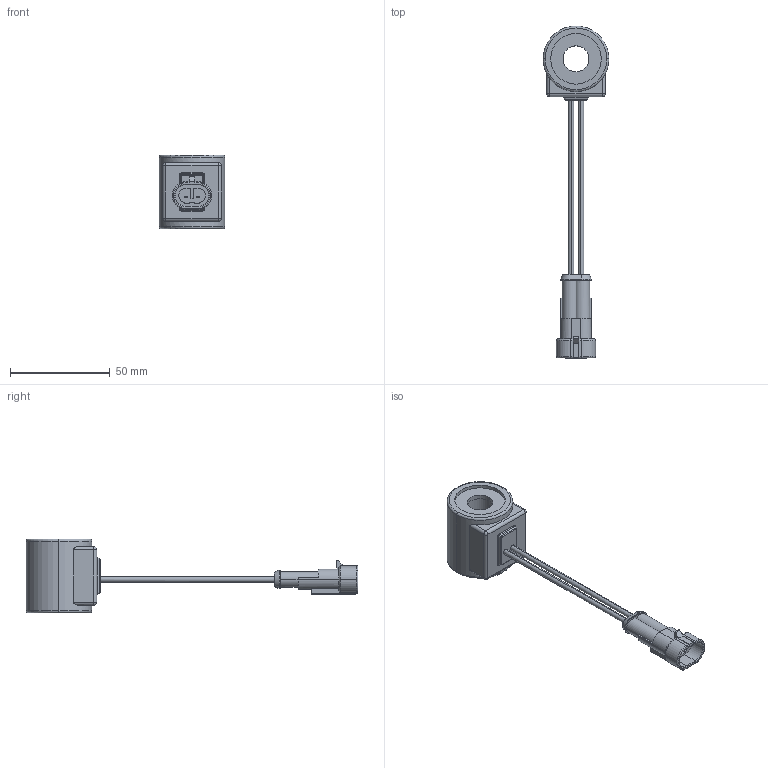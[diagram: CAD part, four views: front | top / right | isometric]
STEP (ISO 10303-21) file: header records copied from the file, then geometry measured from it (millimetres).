
FILE_DESCRIPTION (( 'STEP AP203' ), '1' );
FILE_NAME ('EC04H147C--D300.STEP', '2021-05-07T03:58:04', ( '' ), ( '' ), 'SwSTEP 2.0', 'SolidWorks 2018', '' );
FILE_SCHEMA (( 'CONFIG_CONTROL_DESIGN' ));
Length unit declared in the file: millimetre
Products named in the file (1): EC04H147C--D300
Bounding box: 33 x 166.8 x 37 mm (x, y, z)
Volume: 34963.6 mm3; surface area: 12703.1 mm2
Topology: 1 solids, 1 shells, 256 faces, 684 edges, 440 vertices
Faces by surface type: plane 135, cylinder 84, bspline 14, torus 10, cone 9, sphere 4
Entity records: 8495 total; most frequent: CARTESIAN_POINT 2138, ORIENTED_EDGE 1360, DIRECTION 1272, EDGE_CURVE 680, VERTEX_POINT 440, AXIS2_PLACEMENT_3D 432, LINE 408, VECTOR 408
